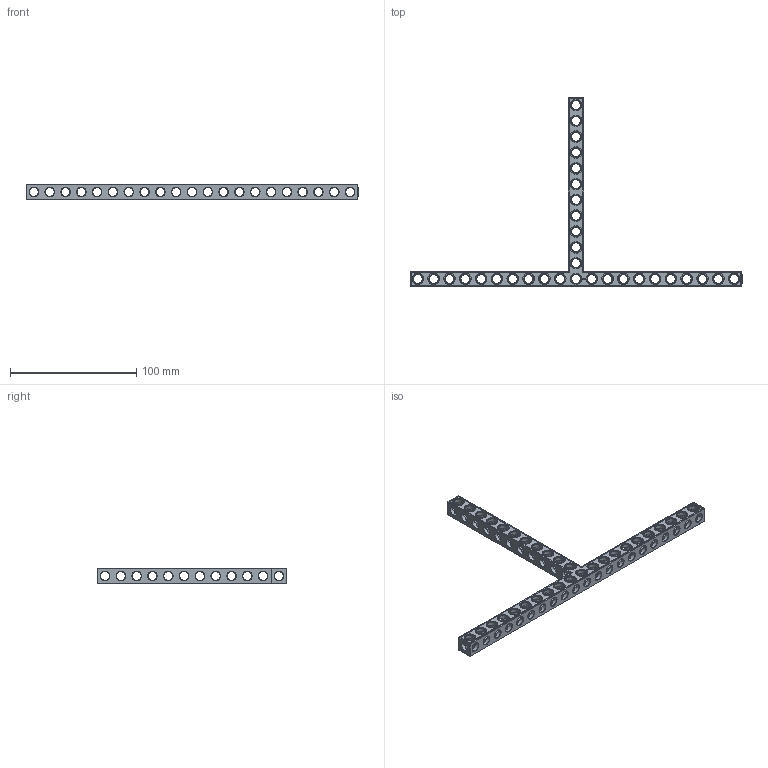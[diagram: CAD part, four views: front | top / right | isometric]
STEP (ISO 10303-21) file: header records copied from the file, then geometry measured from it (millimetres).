
FILE_DESCRIPTION(('FreeCAD Model'),'2;1');
FILE_NAME('Open CASCADE Shape Model','2022-01-29T22:52:11',( 'Paulo Kiefe'),('STEMFIE.org'),'Open CASCADE STEP processor 7.4', 'FreeCAD','Unknown');
FILE_SCHEMA(('AUTOMOTIVE_DESIGN { 1 0 10303 214 1 1 1 1 }'));
Products named in the file (1): Beam_TSH_SYM_ESS_BU21x12x01_-_SPN-BEM-1181_(stemfie.org)
Bounding box: 262.5 x 150 x 12.5 mm (x, y, z)
Volume: 31262.4 mm3; surface area: 27973.6 mm2
Topology: 1 solids, 1 shells, 871 faces, 2698 edges, 1768 vertices
Faces by surface type: plane 422, cylinder 195, cone 132, extrusion 122
Full cylindrical faces by diameter (mm): 6.98 x22, 7 x141, 9.2 x32
Entity records: 111955 total; most frequent: CARTESIAN_POINT 61739, DIRECTION 8160, ORIENTED_EDGE 5396, PCURVE 5396, DEFINITIONAL_REPRESENTATION 5396, VECTOR 5110, LINE 4988, EDGE_CURVE 2698
